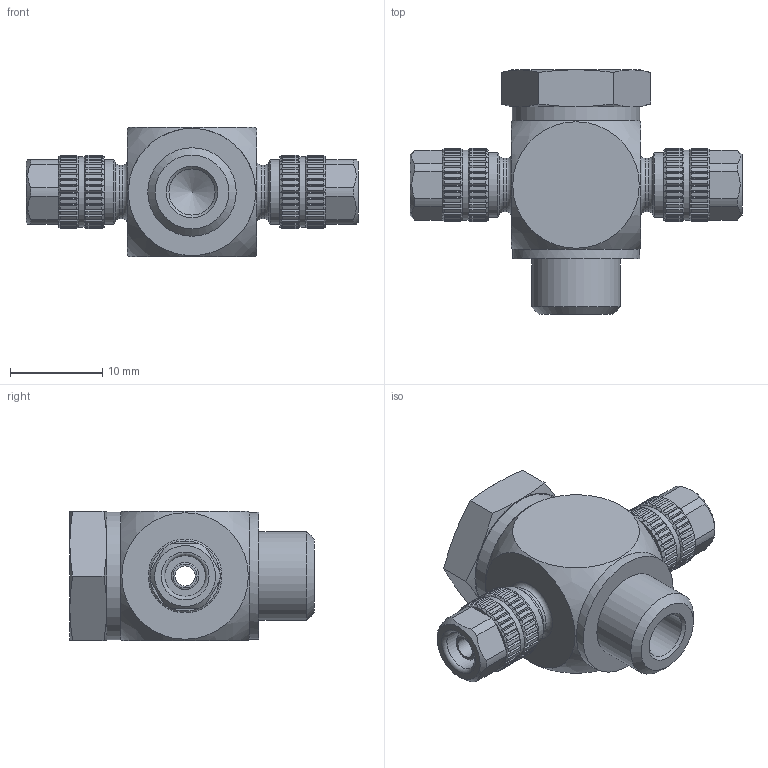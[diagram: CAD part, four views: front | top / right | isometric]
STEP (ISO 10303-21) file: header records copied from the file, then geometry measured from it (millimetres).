
FILE_DESCRIPTION(/* description */ (''),/* implementation_level */ '2;1');
FILE_NAME(/* name */ 'tck_183_msv.stp',/* time_stamp */ '2017-03-15T10:13:45+01:00',/* author */ ('leitheußer'),/* organization */ (''),/* preprocessor_version */ 'ST-DEVELOPER v15.6',/* originating_system */ 'Autodesk Inventor LT ',/* authorisation */ '');
FILE_SCHEMA (('AUTOMOTIVE_DESIGN { 1 0 10303 214 3 1 1 }'));
Length unit declared in the file: millimetre
Products named in the file (1): tck_183_msv
Bounding box: 36 x 26.5 x 14 mm (x, y, z)
Volume: 4013.4 mm3; surface area: 3785.6 mm2
Topology: 1 solids, 1 shells, 554 faces, 1551 edges, 1015 vertices
Faces by surface type: plane 337, cylinder 178, cone 30, torus 8, sphere 1
Full cylindrical faces by diameter (mm): 2.2 x2, 3 x2, 3.5 x2, 4.4 x2, 5 x1, 5.8 x2, 7 x2, 7.595 x2, 7.8 x1, 9.6 x3, 10.1 x1, 13.8 x2
Entity records: 16982 total; most frequent: CARTESIAN_POINT 4463, ORIENTED_EDGE 2972, DIRECTION 2372, EDGE_CURVE 1486, VERTEX_POINT 1000, AXIS2_PLACEMENT_3D 949, EDGE_LOOP 628, FACE_OUTER_BOUND 554
